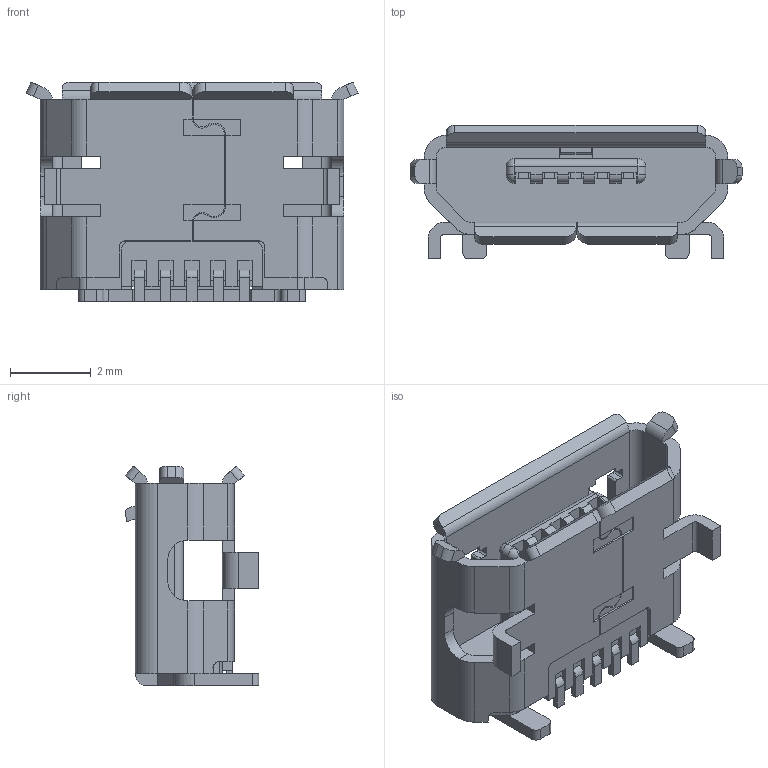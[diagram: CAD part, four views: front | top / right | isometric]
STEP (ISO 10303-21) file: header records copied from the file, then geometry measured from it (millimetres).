
FILE_DESCRIPTION(/* description */ ('Alibre Inc.'),/* implementation_level */ '2;1');
FILE_NAME(/* name */ 'export0',/* time_stamp */ '2012-12-18T20:38:32-08:00',/* author */ (''),/* organization */ (''),/* preprocessor_version */ 'ST-DEVELOPER v14',/* originating_system */ 'Alibre',/* authorisation */ '');
FILE_SCHEMA (('AUTOMOTIVE_DESIGN'));
Length unit declared in the file: millimetre
Products named in the file (1): 1050170001
Bounding box: 8.2 x 3.3 x 5.43 mm (x, y, z)
Volume: 43.2 mm3; surface area: 260.2 mm2
Topology: 1 solids, 1 shells, 428 faces, 1300 edges, 844 vertices
Faces by surface type: plane 298, cylinder 126, sphere 4
Entity records: 14221 total; most frequent: CARTESIAN_POINT 2628, ORIENTED_EDGE 2592, DIRECTION 2098, EDGE_CURVE 1296, VECTOR 1028, LINE 1028, VERTEX_POINT 844, AXIS2_PLACEMENT_3D 684
